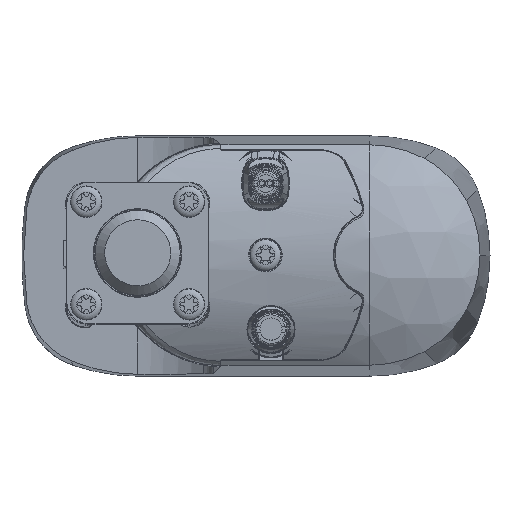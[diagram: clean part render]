
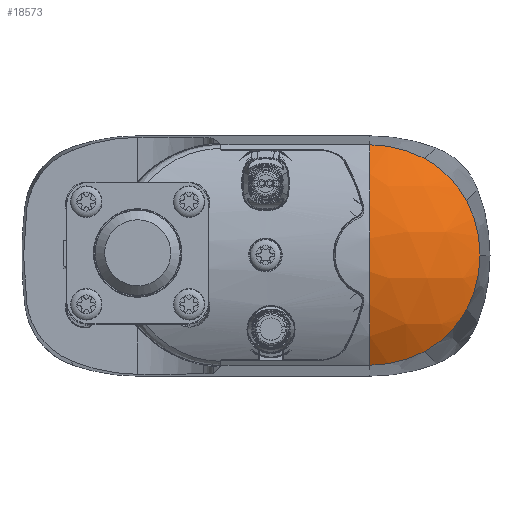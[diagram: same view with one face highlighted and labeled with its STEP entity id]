
A CAD part, top view. The second image highlights one B-rep face of the part: STEP entity #18573.
In plain terms, the highlighted spherical face has radius 60.76 mm.
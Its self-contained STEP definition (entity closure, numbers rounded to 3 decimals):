
#389=SPHERICAL_SURFACE('',#20246,60.76);
#3401=B_SPLINE_CURVE_WITH_KNOTS('',3,(#46300,#46301,#46302,#46303,#46304,
#46305),.UNSPECIFIED.,.F.,.F.,(4,2,4),(-1.784,-0.891,
0.),.UNSPECIFIED.);
#3402=B_SPLINE_CURVE_WITH_KNOTS('',3,(#46307,#46308,#46309,#46310,#46311,
#46312),.UNSPECIFIED.,.F.,.F.,(4,2,4),(-1.931,-0.969,
0.),.UNSPECIFIED.);
#3403=B_SPLINE_CURVE_WITH_KNOTS('',3,(#46314,#46315,#46316,#46317,#46318,
#46319),.UNSPECIFIED.,.F.,.F.,(4,2,4),(-1.784,-0.894,
0.),.UNSPECIFIED.);
#3404=B_SPLINE_CURVE_WITH_KNOTS('',3,(#46321,#46322,#46323,#46324,#46325,
#46326),.UNSPECIFIED.,.F.,.F.,(4,2,4),(0.,0.893,
1.784),.UNSPECIFIED.);
#3405=B_SPLINE_CURVE_WITH_KNOTS('',3,(#46328,#46329,#46330,#46331,#46332,
#46333),.UNSPECIFIED.,.F.,.F.,(4,2,4),(0.,0.964,
1.931),.UNSPECIFIED.);
#3406=B_SPLINE_CURVE_WITH_KNOTS('',3,(#46334,#46335,#46336,#46337,#46338,
#46339),.UNSPECIFIED.,.F.,.F.,(4,2,4),(0.,0.891,
1.784),.UNSPECIFIED.);
#4194=FACE_OUTER_BOUND('',#5327,.T.);
#5327=EDGE_LOOP('',(#13975,#13976,#13977,#13978,#13979,#13980,#13981));
#6564=CIRCLE('',#20104,60.76);
#8094=VERTEX_POINT('',#40975);
#8095=VERTEX_POINT('',#40977);
#8260=VERTEX_POINT('',#46299);
#8261=VERTEX_POINT('',#46306);
#8262=VERTEX_POINT('',#46313);
#8263=VERTEX_POINT('',#46320);
#8264=VERTEX_POINT('',#46327);
#10216=EDGE_CURVE('',#8094,#8095,#6564,.T.);
#10474=EDGE_CURVE('',#8094,#8260,#3401,.T.);
#10475=EDGE_CURVE('',#8260,#8261,#3402,.T.);
#10476=EDGE_CURVE('',#8261,#8262,#3403,.T.);
#10477=EDGE_CURVE('',#8262,#8263,#3404,.T.);
#10478=EDGE_CURVE('',#8263,#8264,#3405,.T.);
#10479=EDGE_CURVE('',#8264,#8095,#3406,.T.);
#13975=ORIENTED_EDGE('',*,*,#10216,.F.);
#13976=ORIENTED_EDGE('',*,*,#10474,.T.);
#13977=ORIENTED_EDGE('',*,*,#10475,.T.);
#13978=ORIENTED_EDGE('',*,*,#10476,.T.);
#13979=ORIENTED_EDGE('',*,*,#10477,.T.);
#13980=ORIENTED_EDGE('',*,*,#10478,.T.);
#13981=ORIENTED_EDGE('',*,*,#10479,.T.);
#18573=ADVANCED_FACE('',(#4194),#389,.T.);
#20104=AXIS2_PLACEMENT_3D('',#40978,#23300,#23301);
#20246=AXIS2_PLACEMENT_3D('',#46298,#23659,#23660);
#23300=DIRECTION('center_axis',(-1.,0.,0.));
#23301=DIRECTION('ref_axis',(0.,0.,-1.));
#23659=DIRECTION('center_axis',(0.,-1.,0.));
#23660=DIRECTION('ref_axis',(1.,0.,0.));
#40975=CARTESIAN_POINT('',(0.,-34.858,121.506));
#40977=CARTESIAN_POINT('',(0.,34.858,121.506));
#40978=CARTESIAN_POINT('Origin',(0.,0.,71.74));
#46298=CARTESIAN_POINT('Origin',(0.,0.,
71.74));
#46299=CARTESIAN_POINT('',(17.141,-30.601,121.353));
#46300=CARTESIAN_POINT('Ctrl Pts',(0.,-34.858,
121.506));
#46301=CARTESIAN_POINT('Ctrl Pts',(2.975,-34.859,121.505));
#46302=CARTESIAN_POINT('Ctrl Pts',(5.951,-34.496,121.492));
#46303=CARTESIAN_POINT('Ctrl Pts',(11.721,-33.062,121.441));
#46304=CARTESIAN_POINT('Ctrl Pts',(14.516,-31.992,121.403));
#46305=CARTESIAN_POINT('Ctrl Pts',(17.141,-30.602,121.353));
#46306=CARTESIAN_POINT('',(30.601,-17.142,121.353));
#46307=CARTESIAN_POINT('Ctrl Pts',(17.141,-30.601,121.354));
#46308=CARTESIAN_POINT('Ctrl Pts',(19.972,-29.09,121.308));
#46309=CARTESIAN_POINT('Ctrl Pts',(22.579,-27.16,121.284));
#46310=CARTESIAN_POINT('Ctrl Pts',(27.135,-22.612,121.283));
#46311=CARTESIAN_POINT('Ctrl Pts',(29.08,-19.99,121.307));
#46312=CARTESIAN_POINT('Ctrl Pts',(30.601,-17.142,121.354));
#46313=CARTESIAN_POINT('',(34.858,0.,121.506));
#46314=CARTESIAN_POINT('Ctrl Pts',(30.601,-17.143,121.353));
#46315=CARTESIAN_POINT('Ctrl Pts',(31.99,-14.521,121.403));
#46316=CARTESIAN_POINT('Ctrl Pts',(33.058,-11.73,121.44));
#46317=CARTESIAN_POINT('Ctrl Pts',(34.495,-5.959,121.492));
#46318=CARTESIAN_POINT('Ctrl Pts',(34.859,-2.98,121.505));
#46319=CARTESIAN_POINT('Ctrl Pts',(34.858,0.,
121.506));
#46320=CARTESIAN_POINT('',(30.601,17.143,121.354));
#46321=CARTESIAN_POINT('Ctrl Pts',(34.858,0.,
121.506));
#46322=CARTESIAN_POINT('Ctrl Pts',(34.859,2.977,121.505));
#46323=CARTESIAN_POINT('Ctrl Pts',(34.496,5.954,121.492));
#46324=CARTESIAN_POINT('Ctrl Pts',(33.06,11.725,121.441));
#46325=CARTESIAN_POINT('Ctrl Pts',(31.991,14.519,121.403));
#46326=CARTESIAN_POINT('Ctrl Pts',(30.601,17.143,121.353));
#46327=CARTESIAN_POINT('',(17.141,30.602,121.354));
#46328=CARTESIAN_POINT('Ctrl Pts',(30.601,17.142,121.354));
#46329=CARTESIAN_POINT('Ctrl Pts',(29.087,19.977,121.308));
#46330=CARTESIAN_POINT('Ctrl Pts',(27.153,22.588,121.284));
#46331=CARTESIAN_POINT('Ctrl Pts',(22.603,27.142,121.283));
#46332=CARTESIAN_POINT('Ctrl Pts',(19.985,29.084,121.307));
#46333=CARTESIAN_POINT('Ctrl Pts',(17.141,30.601,121.354));
#46334=CARTESIAN_POINT('Ctrl Pts',(17.141,30.602,121.353));
#46335=CARTESIAN_POINT('Ctrl Pts',(14.519,31.991,121.403));
#46336=CARTESIAN_POINT('Ctrl Pts',(11.726,33.06,121.441));
#46337=CARTESIAN_POINT('Ctrl Pts',(5.956,34.495,121.492));
#46338=CARTESIAN_POINT('Ctrl Pts',(2.978,34.859,121.505));
#46339=CARTESIAN_POINT('Ctrl Pts',(0.,34.858,
121.506));
